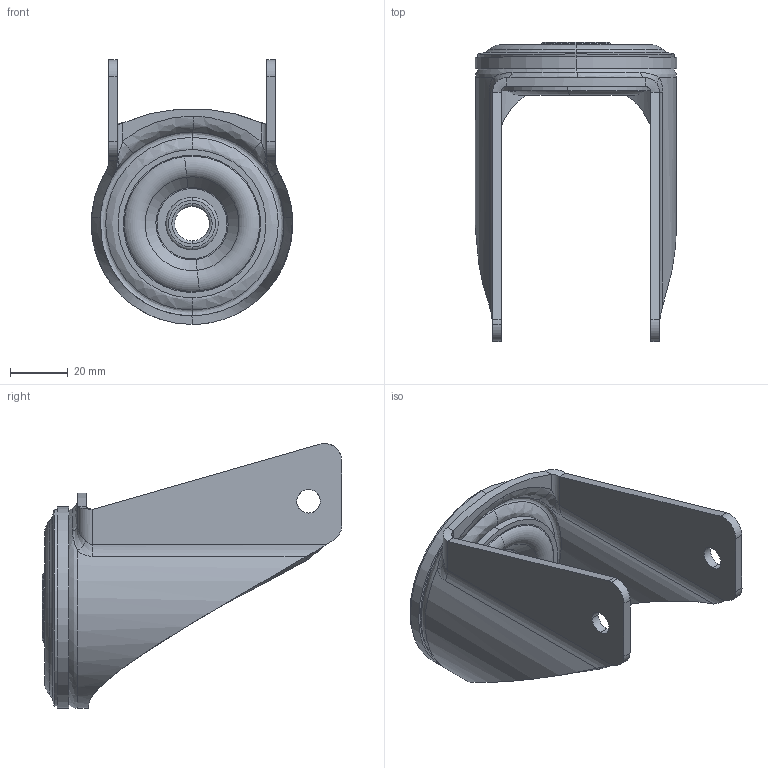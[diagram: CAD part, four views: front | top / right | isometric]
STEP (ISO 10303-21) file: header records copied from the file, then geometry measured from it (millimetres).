
FILE_DESCRIPTION (( 'STEP AP214' ), '1' );
FILE_NAME ('0055277.step', '2024-11-29T08:34:18', ( '' ), ( '' ), 'SwSTEP 2.0', 'SolidWorks 2020', '' );
FILE_SCHEMA (( 'AUTOMOTIVE_DESIGN' ));
Length unit declared in the file: millimetre
Products named in the file (1): 0055277
Bounding box: 70 x 104 x 92.03 mm (x, y, z)
Volume: 64130.5 mm3; surface area: 51773.1 mm2
Topology: 57 solids, 57 shells, 280 faces, 745 edges, 480 vertices
Faces by surface type: sphere 104, cylinder 43, cone 36, torus 36, bspline 32, plane 29
Entity records: 12907 total; most frequent: CARTESIAN_POINT 3829, DIRECTION 1205, ORIENTED_EDGE 966, AXIS2_PLACEMENT_3D 558, EDGE_CURVE 483, UNCERTAINTY_MEASURE_WITH_UNIT 339, FILL_AREA_STYLE 338, FILL_AREA_STYLE_COLOUR 338
